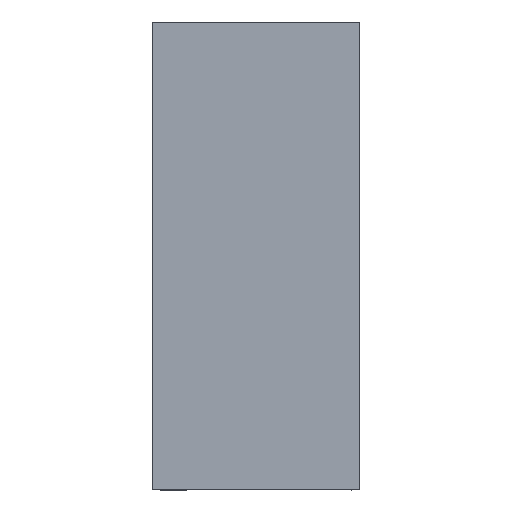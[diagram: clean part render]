
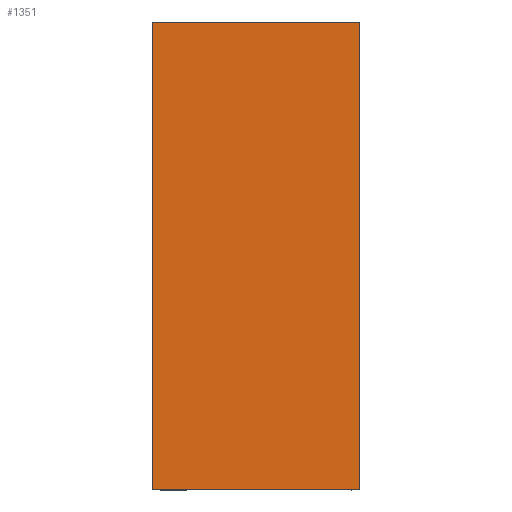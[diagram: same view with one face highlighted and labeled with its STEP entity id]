
A CAD part, top view. The second image highlights one B-rep face of the part: STEP entity #1351.
In plain terms, the highlighted planar face has unit normal (0, 0, 1).
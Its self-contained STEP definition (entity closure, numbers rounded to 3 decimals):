
#1331=AXIS2_PLACEMENT_3D('Plane Axis2P3D',#1328,#1329,#1330) ;
#503=CARTESIAN_POINT('Vertex',(5.4,0.,4.9)) ;
#506=CARTESIAN_POINT('Line Origine',(2.7,0.,4.9)) ;
#510=CARTESIAN_POINT('Vertex',(0.,0.,4.9)) ;
#1309=CARTESIAN_POINT('Line Origine',(0.,6.1,4.9)) ;
#1313=CARTESIAN_POINT('Vertex',(0.,12.2,4.9)) ;
#1328=CARTESIAN_POINT('Axis2P3D Location',(0.,6.1,4.9)) ;
#1333=CARTESIAN_POINT('Line Origine',(5.4,6.1,4.9)) ;
#1337=CARTESIAN_POINT('Vertex',(5.4,12.2,4.9)) ;
#1340=CARTESIAN_POINT('Line Origine',(2.7,12.2,4.9)) ;
#507=DIRECTION('Vector Direction',(1.,0.,0.)) ;
#1310=DIRECTION('Vector Direction',(0.,-1.,0.)) ;
#1329=DIRECTION('Axis2P3D Direction',(0.,0.,-1.)) ;
#1330=DIRECTION('Axis2P3D XDirection',(1.,0.,0.)) ;
#1334=DIRECTION('Vector Direction',(0.,-1.,0.)) ;
#1341=DIRECTION('Vector Direction',(1.,0.,0.)) ;
#508=VECTOR('Line Direction',#507,1.) ;
#1311=VECTOR('Line Direction',#1310,1.) ;
#1335=VECTOR('Line Direction',#1334,1.) ;
#1342=VECTOR('Line Direction',#1341,1.) ;
#1346=ORIENTED_EDGE('',*,*,#1339,.F.) ;
#1347=ORIENTED_EDGE('',*,*,#1344,.T.) ;
#1348=ORIENTED_EDGE('',*,*,#1315,.T.) ;
#1349=ORIENTED_EDGE('',*,*,#512,.F.) ;
#1351=ADVANCED_FACE('S3D_gedreht',(#1350),#1332,.F.) ;
#512=EDGE_CURVE('',#504,#511,#509,.F.) ;
#1315=EDGE_CURVE('',#1314,#511,#1312,.T.) ;
#1339=EDGE_CURVE('',#1338,#504,#1336,.T.) ;
#1344=EDGE_CURVE('',#1338,#1314,#1343,.F.) ;
#1345=EDGE_LOOP('',(#1346,#1347,#1348,#1349)) ;
#1350=FACE_OUTER_BOUND('',#1345,.T.) ;
#509=LINE('Line',#506,#508) ;
#1312=LINE('Line',#1309,#1311) ;
#1336=LINE('Line',#1333,#1335) ;
#1343=LINE('Line',#1340,#1342) ;
#1332=PLANE('',#1331) ;
#504=VERTEX_POINT('',#503) ;
#511=VERTEX_POINT('',#510) ;
#1314=VERTEX_POINT('',#1313) ;
#1338=VERTEX_POINT('',#1337) ;
